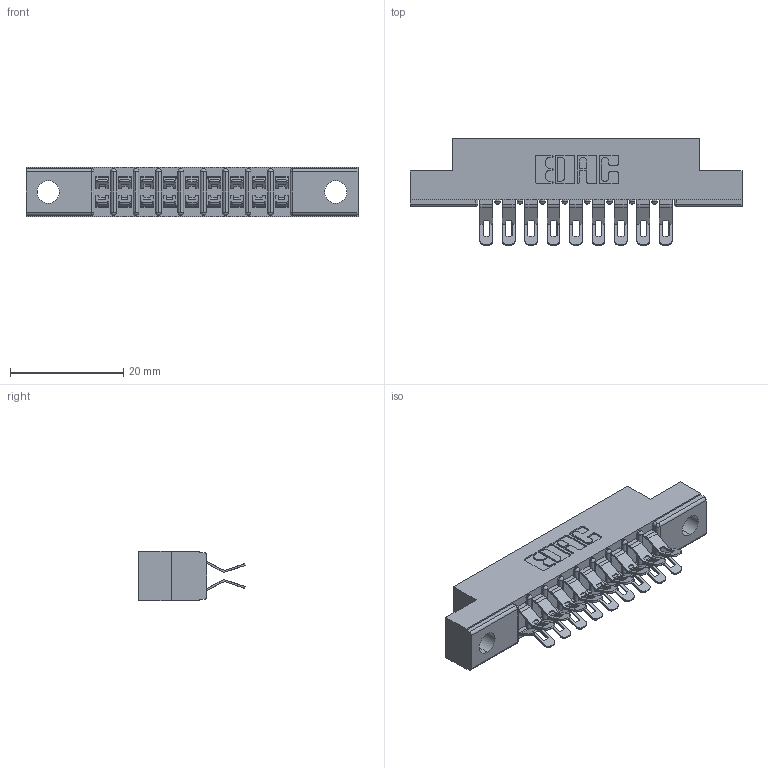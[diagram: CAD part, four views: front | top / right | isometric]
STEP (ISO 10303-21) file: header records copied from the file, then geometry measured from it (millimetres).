
FILE_DESCRIPTION (( 'STEP AP203' ), '1' );
FILE_NAME ('307-018-455-202.STEP', '2020-09-28T18:53:19', ( '' ), ( '' ), 'SwSTEP 2.0', 'SolidWorks 2020', '' );
FILE_SCHEMA (( 'CONFIG_CONTROL_DESIGN' ));
Length unit declared in the file: inch
Products named in the file (3): 307 Part_.128 Dia Mounting Holes; 307-018-455-202; 307-290-001_555
Assembly tree (19 placements, depth 2):
  307-018-455-202
    307 Part_.128 Dia Mounting Holes
    307-290-001_555  x18
Bounding box: 58.67 x 18.75 x 8.71 mm (x, y, z)
Volume: 3805.1 mm3; surface area: 6185.9 mm2
Topology: 19 solids, 19 shells, 1226 faces, 3581 edges, 2334 vertices
Faces by surface type: plane 682, cylinder 524, sphere 20
Entity records: 12611 total; most frequent: CARTESIAN_POINT 2077, DIRECTION 2056, ORIENTED_EDGE 2056, EDGE_CURVE 1028, VECTOR 762, LINE 762, VERTEX_POINT 668, AXIS2_PLACEMENT_3D 647
